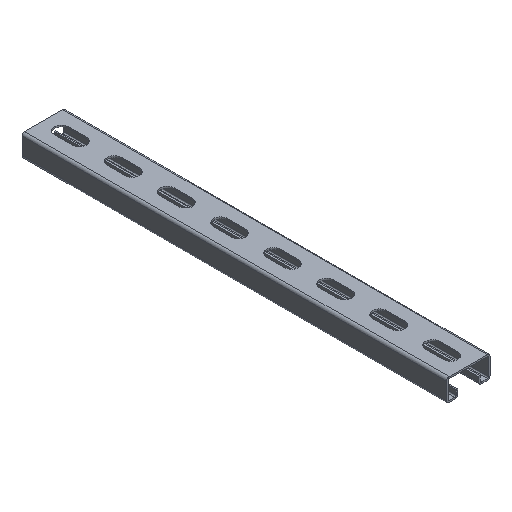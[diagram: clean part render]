
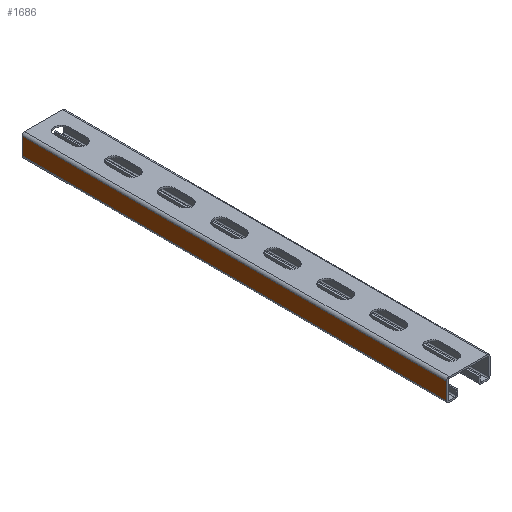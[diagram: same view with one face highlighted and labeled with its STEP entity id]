
A CAD part, isometric view. The second image highlights one B-rep face of the part: STEP entity #1686.
In plain terms, the highlighted planar face has unit normal (-1, 0, 0).
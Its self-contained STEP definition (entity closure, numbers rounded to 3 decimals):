
#529=DIRECTION('',(0.,-1.,0.));
#530=VECTOR('',#529,400.);
#531=CARTESIAN_POINT('',(-20.5,200.,8.));
#532=LINE('',#531,#530);
#533=DIRECTION('',(0.,-1.,0.));
#534=VECTOR('',#533,400.);
#535=CARTESIAN_POINT('',(-20.5,200.,-8.));
#536=LINE('',#535,#534);
#545=DIRECTION('',(0.,0.,1.));
#546=VECTOR('',#545,16.);
#547=CARTESIAN_POINT('',(-20.5,-200.,-8.));
#548=LINE('',#547,#546);
#579=DIRECTION('',(0.,0.,1.));
#580=VECTOR('',#579,16.);
#581=CARTESIAN_POINT('',(-20.5,200.,-8.));
#582=LINE('',#581,#580);
#913=CARTESIAN_POINT('',(-20.5,200.,8.));
#914=CARTESIAN_POINT('',(-20.5,-200.,8.));
#915=VERTEX_POINT('',#913);
#916=VERTEX_POINT('',#914);
#925=CARTESIAN_POINT('',(-20.5,200.,-8.));
#926=CARTESIAN_POINT('',(-20.5,-200.,-8.));
#927=VERTEX_POINT('',#925);
#928=VERTEX_POINT('',#926);
#1672=CARTESIAN_POINT('',(-20.5,-200.,-10.5));
#1673=DIRECTION('',(-1.,0.,0.));
#1674=DIRECTION('',(0.,0.,1.));
#1675=AXIS2_PLACEMENT_3D('',#1672,#1673,#1674);
#1676=PLANE('',#1675);
#1677=ORIENTED_EDGE('',*,*,#1663,.T.);
#1679=ORIENTED_EDGE('',*,*,#1678,.F.);
#1681=ORIENTED_EDGE('',*,*,#1680,.F.);
#1683=ORIENTED_EDGE('',*,*,#1682,.T.);
#1684=EDGE_LOOP('',(#1677,#1679,#1681,#1683));
#1685=FACE_OUTER_BOUND('',#1684,.F.);
#1686=ADVANCED_FACE('',(#1685),#1676,.T.);
#1663=EDGE_CURVE('',#915,#916,#532,.T.);
#1678=EDGE_CURVE('',#928,#916,#548,.T.);
#1680=EDGE_CURVE('',#927,#928,#536,.T.);
#1682=EDGE_CURVE('',#927,#915,#582,.T.);
